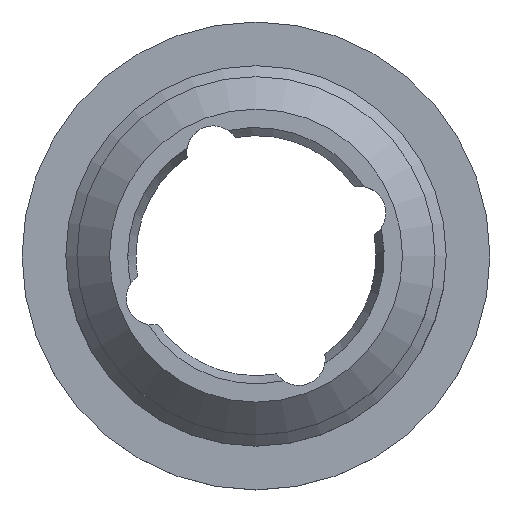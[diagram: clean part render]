
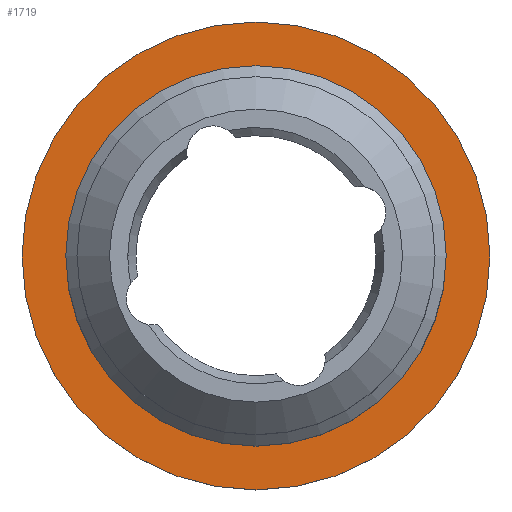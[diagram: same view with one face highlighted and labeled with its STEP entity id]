
A CAD part, top view. The second image highlights one B-rep face of the part: STEP entity #1719.
In plain terms, the highlighted planar face has unit normal (0, 0, 1).
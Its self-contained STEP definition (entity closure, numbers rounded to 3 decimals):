
#1673 = EDGE_CURVE('',#1674,#1674,#1676,.T.);
#1674 = VERTEX_POINT('',#1675);
#1675 = CARTESIAN_POINT('',(-4.675,0.,1.));
#1676 = CIRCLE('',#1677,4.675);
#1677 = AXIS2_PLACEMENT_3D('',#1678,#1679,#1680);
#1678 = CARTESIAN_POINT('',(0.,0.,1.));
#1679 = DIRECTION('',(0.,0.,1.));
#1680 = DIRECTION('',(-1.,0.,0.));
#1719 = ADVANCED_FACE('',(#1720,#1731),#1734,.T.);
#1720 = FACE_BOUND('',#1721,.T.);
#1721 = EDGE_LOOP('',(#1722));
#1722 = ORIENTED_EDGE('',*,*,#1723,.T.);
#1723 = EDGE_CURVE('',#1724,#1724,#1726,.T.);
#1724 = VERTEX_POINT('',#1725);
#1725 = CARTESIAN_POINT('',(-5.75,0.,1.));
#1726 = CIRCLE('',#1727,5.75);
#1727 = AXIS2_PLACEMENT_3D('',#1728,#1729,#1730);
#1728 = CARTESIAN_POINT('',(0.,0.,1.));
#1729 = DIRECTION('',(0.,0.,1.));
#1730 = DIRECTION('',(-1.,0.,0.));
#1731 = FACE_BOUND('',#1732,.T.);
#1732 = EDGE_LOOP('',(#1733));
#1733 = ORIENTED_EDGE('',*,*,#1673,.F.);
#1734 = PLANE('',#1735);
#1735 = AXIS2_PLACEMENT_3D('',#1736,#1737,#1738);
#1736 = CARTESIAN_POINT('',(0.,0.,1.));
#1737 = DIRECTION('',(0.,0.,1.));
#1738 = DIRECTION('',(-1.,0.,0.));
